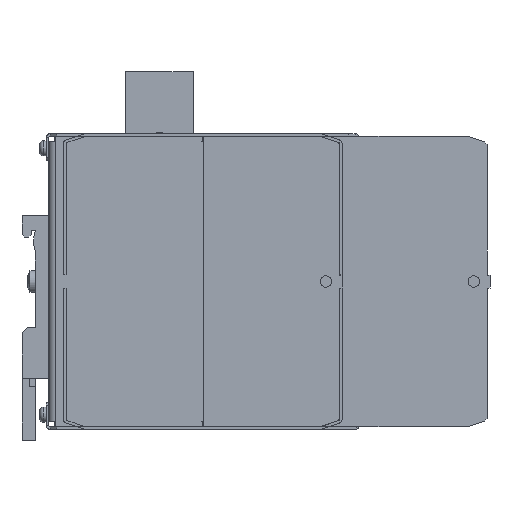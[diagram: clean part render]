
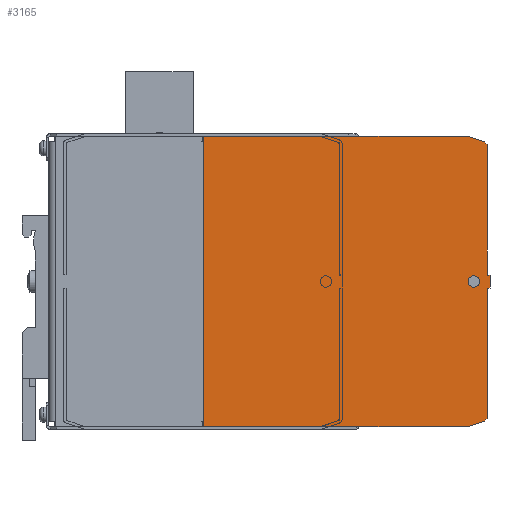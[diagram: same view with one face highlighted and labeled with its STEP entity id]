
A CAD part, left-side view. The second image highlights one B-rep face of the part: STEP entity #3165.
In plain terms, the highlighted planar face has unit normal (-1, 0, 0).
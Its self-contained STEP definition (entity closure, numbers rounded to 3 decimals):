
#3165 = ADVANCED_FACE( '', ( #7310, #7311 ), #7312, .T. );
#7310 = FACE_BOUND( '', #12875, .T. );
#7311 = FACE_OUTER_BOUND( '', #12876, .T. );
#7312 = PLANE( '', #12877 );
#12875 = EDGE_LOOP( '', ( #22655 ) );
#12876 = EDGE_LOOP( '', ( #22656, #22657, #22658, #22659, #22660, #22661, #22662, #22663, #22664, #22665, #22666, #22667, #22668, #22669 ) );
#12877 = AXIS2_PLACEMENT_3D( '', #22670, #22671, #22672 );
#22655 = ORIENTED_EDGE( '', *, *, #32249, .F. );
#22656 = ORIENTED_EDGE( '', *, *, #31579, .F. );
#22657 = ORIENTED_EDGE( '', *, *, #32250, .T. );
#22658 = ORIENTED_EDGE( '', *, *, #32251, .F. );
#22659 = ORIENTED_EDGE( '', *, *, #31259, .F. );
#22660 = ORIENTED_EDGE( '', *, *, #32252, .F. );
#22661 = ORIENTED_EDGE( '', *, *, #32253, .F. );
#22662 = ORIENTED_EDGE( '', *, *, #30736, .F. );
#22663 = ORIENTED_EDGE( '', *, *, #32254, .T. );
#22664 = ORIENTED_EDGE( '', *, *, #31527, .T. );
#22665 = ORIENTED_EDGE( '', *, *, #31254, .T. );
#22666 = ORIENTED_EDGE( '', *, *, #30867, .F. );
#22667 = ORIENTED_EDGE( '', *, *, #32255, .F. );
#22668 = ORIENTED_EDGE( '', *, *, #32256, .F. );
#22669 = ORIENTED_EDGE( '', *, *, #32257, .F. );
#22670 = CARTESIAN_POINT( '', ( -23., -1.326, 54. ) );
#22671 = DIRECTION( '', ( -1., 0., 0. ) );
#22672 = DIRECTION( '', ( 0., -1., 0. ) );
#30736 = EDGE_CURVE( '', #37123, #37125, #37126, .T. );
#30867 = EDGE_CURVE( '', #37332, #37334, #37335, .T. );
#31254 = EDGE_CURVE( '', #37934, #37334, #37935, .T. );
#31259 = EDGE_CURVE( '', #37941, #37943, #37944, .T. );
#31527 = EDGE_CURVE( '', #38337, #37934, #38338, .T. );
#31579 = EDGE_CURVE( '', #38418, #38420, #38421, .T. );
#32249 = EDGE_CURVE( '', #39362, #39362, #39363, .T. );
#32250 = EDGE_CURVE( '', #38418, #39364, #39365, .T. );
#32251 = EDGE_CURVE( '', #37943, #39364, #39366, .T. );
#32252 = EDGE_CURVE( '', #39367, #37941, #39368, .T. );
#32253 = EDGE_CURVE( '', #37125, #39367, #39369, .T. );
#32254 = EDGE_CURVE( '', #37123, #38337, #39370, .T. );
#32255 = EDGE_CURVE( '', #39371, #37332, #39372, .T. );
#32256 = EDGE_CURVE( '', #39373, #39371, #39374, .T. );
#32257 = EDGE_CURVE( '', #38420, #39373, #39375, .T. );
#37123 = VERTEX_POINT( '', #46191 );
#37125 = VERTEX_POINT( '', #46194 );
#37126 = LINE( '', #46195, #46196 );
#37332 = VERTEX_POINT( '', #46485 );
#37334 = VERTEX_POINT( '', #46488 );
#37335 = LINE( '', #46489, #46490 );
#37934 = VERTEX_POINT( '', #47343 );
#37935 = LINE( '', #47344, #47345 );
#37941 = VERTEX_POINT( '', #47352 );
#37943 = VERTEX_POINT( '', #47355 );
#37944 = LINE( '', #47356, #47357 );
#38337 = VERTEX_POINT( '', #48017 );
#38338 = LINE( '', #48018, #48019 );
#38418 = VERTEX_POINT( '', #48133 );
#38420 = VERTEX_POINT( '', #48136 );
#38421 = LINE( '', #48137, #48138 );
#39362 = VERTEX_POINT( '', #49576 );
#39363 = CIRCLE( '', #49577, 2.11 );
#39364 = VERTEX_POINT( '', #49578 );
#39365 = LINE( '', #49579, #49580 );
#39366 = LINE( '', #49581, #49582 );
#39367 = VERTEX_POINT( '', #49583 );
#39368 = LINE( '', #49584, #49585 );
#39369 = LINE( '', #49586, #49587 );
#39370 = LINE( '', #49588, #49589 );
#39371 = VERTEX_POINT( '', #49590 );
#39372 = LINE( '', #49591, #49592 );
#39373 = VERTEX_POINT( '', #49593 );
#39374 = LINE( '', #49594, #49595 );
#39375 = LINE( '', #49596, #49597 );
#46191 = CARTESIAN_POINT( '', ( -23., -99.787, 54. ) );
#46194 = CARTESIAN_POINT( '', ( -23., -101.736, 53.683 ) );
#46195 = CARTESIAN_POINT( '', ( -23., -3.866, 69.608 ) );
#46196 = VECTOR( '', #54389, 1000. );
#46485 = CARTESIAN_POINT( '', ( -23., -101.736, -53.683 ) );
#46488 = CARTESIAN_POINT( '', ( -23., -99.787, -54. ) );
#46489 = CARTESIAN_POINT( '', ( -23., -20.986, -66.822 ) );
#46490 = VECTOR( '', #54516, 1000. );
#47343 = CARTESIAN_POINT( '', ( -23., -2.5, -54. ) );
#47344 = CARTESIAN_POINT( '', ( -23., -1.326, -54. ) );
#47345 = VECTOR( '', #54940, 1000. );
#47352 = CARTESIAN_POINT( '', ( -23., -108., 50.923 ) );
#47355 = CARTESIAN_POINT( '', ( -23., -108., 2.4 ) );
#47356 = CARTESIAN_POINT( '', ( -23., -108., 54. ) );
#47357 = VECTOR( '', #54946, 1000. );
#48017 = CARTESIAN_POINT( '', ( -23., -2.5, 54. ) );
#48018 = CARTESIAN_POINT( '', ( -23., -2.5, 54. ) );
#48019 = VECTOR( '', #55212, 1000. );
#48133 = CARTESIAN_POINT( '', ( -23., -109., -2.4 ) );
#48136 = CARTESIAN_POINT( '', ( -23., -108., -2.4 ) );
#48137 = CARTESIAN_POINT( '', ( -23., -1.326, -2.4 ) );
#48138 = VECTOR( '', #55270, 1000. );
#49576 = CARTESIAN_POINT( '', ( -23., -105.11, 0. ) );
#49577 = AXIS2_PLACEMENT_3D( '', #55963, #55964, #55965 );
#49578 = CARTESIAN_POINT( '', ( -23., -109., 2.4 ) );
#49579 = CARTESIAN_POINT( '', ( -23., -109., -54. ) );
#49580 = VECTOR( '', #55966, 1000. );
#49581 = CARTESIAN_POINT( '', ( -23., -1.326, 2.4 ) );
#49582 = VECTOR( '', #55967, 1000. );
#49583 = CARTESIAN_POINT( '', ( -23., -107., 51.923 ) );
#49584 = CARTESIAN_POINT( '', ( -23., -53.125, 105.799 ) );
#49585 = VECTOR( '', #55968, 1000. );
#49586 = CARTESIAN_POINT( '', ( -23., -11.323, 83.907 ) );
#49587 = VECTOR( '', #55969, 1000. );
#49588 = CARTESIAN_POINT( '', ( -23., -1.326, 54. ) );
#49589 = VECTOR( '', #55970, 1000. );
#49590 = CARTESIAN_POINT( '', ( -23., -107., -51.923 ) );
#49591 = CARTESIAN_POINT( '', ( -23., -43.797, -73.051 ) );
#49592 = VECTOR( '', #55971, 1000. );
#49593 = CARTESIAN_POINT( '', ( -23., -108., -50.923 ) );
#49594 = CARTESIAN_POINT( '', ( -23., -107.125, -51.799 ) );
#49595 = VECTOR( '', #55972, 1000. );
#49596 = CARTESIAN_POINT( '', ( -23., -108., 54. ) );
#49597 = VECTOR( '', #55973, 1000. );
#54389 = DIRECTION( '', ( 0., -0.987, -0.161 ) );
#54516 = DIRECTION( '', ( 0., 0.987, -0.161 ) );
#54940 = DIRECTION( '', ( 0., -1., 0. ) );
#54946 = DIRECTION( '', ( 0., 0., -1. ) );
#55212 = DIRECTION( '', ( 0., 0., -1. ) );
#55270 = DIRECTION( '', ( 0., 1., 0. ) );
#55963 = CARTESIAN_POINT( '', ( -23., -103., 0. ) );
#55964 = DIRECTION( '', ( -1., 0., 0. ) );
#55965 = DIRECTION( '', ( 0., -1., 0. ) );
#55966 = DIRECTION( '', ( 0., 0., 1. ) );
#55967 = DIRECTION( '', ( 0., -1., 0. ) );
#55968 = DIRECTION( '', ( 0., -0.707, -0.707 ) );
#55969 = DIRECTION( '', ( 0., -0.948, -0.317 ) );
#55970 = DIRECTION( '', ( 0., 1., 0. ) );
#55971 = DIRECTION( '', ( 0., 0.948, -0.317 ) );
#55972 = DIRECTION( '', ( 0., 0.707, -0.707 ) );
#55973 = DIRECTION( '', ( 0., 0., -1. ) );
